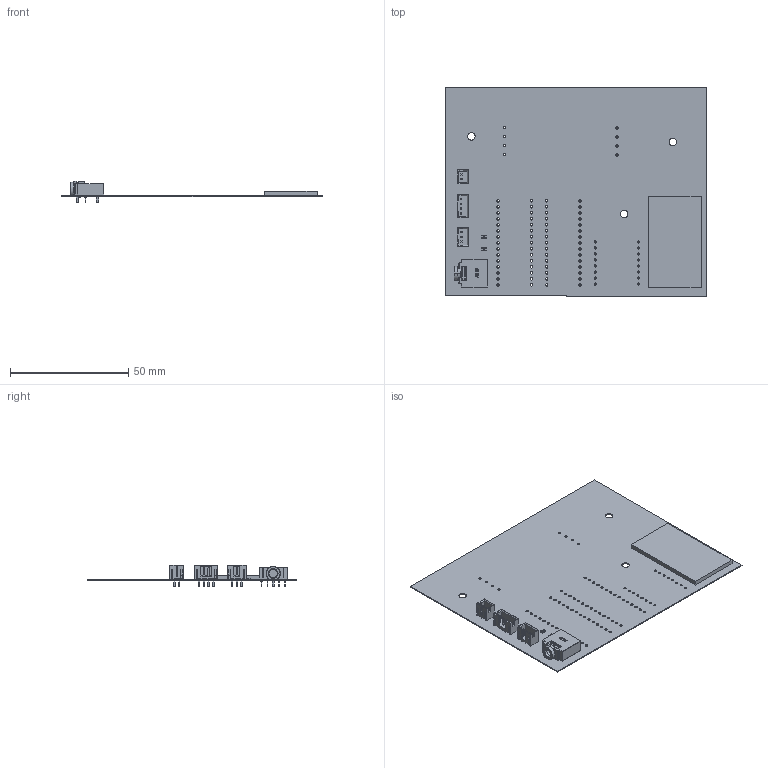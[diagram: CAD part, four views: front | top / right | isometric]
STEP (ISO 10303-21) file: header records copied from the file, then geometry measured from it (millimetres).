
FILE_DESCRIPTION(('Open CASCADE Model'),'2;1');
FILE_NAME('Open CASCADE Shape Model','2018-04-26T15:54:50',('Author'),( 'Open CASCADE'),'Open CASCADE STEP processor 6.8','Open CASCADE 6.8' ,'Unknown');
FILE_SCHEMA(('AUTOMOTIVE_DESIGN { 1 0 10303 214 1 1 1 1 }'));
Length unit declared in the file: millimetre
Products named in the file (26): PCB; Board; SPK_BUT; PH2.0-4P; LOGO?; RTC1; 5652727936; Extruded; R2; R_0805; R1; LED; PH2.0-3P; CON1; 3F07_BK; DC; PH2.0-2P
Assembly tree (26 placements, depth 4):
  PCB
    Board
    SPK_BUT
      PH2.0-4P
        LOGO?
        PH2.0-4P
    RTC1
      5652727936
        Extruded
    R2
      R_0805
        R_0805
        LOGO?
    R1
      R_0805
        R_0805
        LOGO?
    LED
      PH2.0-3P
        LOGO?
        PH2.0-3P
    CON1
      3F07_BK
        3F07_BK
        LOGO?
    DC
      PH2.0-2P
        PH2.0-2P
        LOGO?
Bounding box: 110.36 x 88.27 x 9 mm (x, y, z)
Volume: 6453.3 mm3; surface area: 23379.4 mm2
Topology: 97 solids, 97 shells, 1458 faces, 3515 edges, 2282 vertices
Faces by surface type: plane 879, bspline 279, cylinder 268, torus 22, sphere 8, cone 2
Full cylindrical faces by diameter (mm): 0.8 x9, 0.9 x22, 1 x68, 1.2 x10, 3.175 x3
Entity records: 50399 total; most frequent: CARTESIAN_POINT 13111, ORIENTED_EDGE 6084, DIRECTION 5306, EDGE_CURVE 3042, LINE 2076, VECTOR 2076, VERTEX_POINT 1972, AXIS2_PLACEMENT_3D 1615
